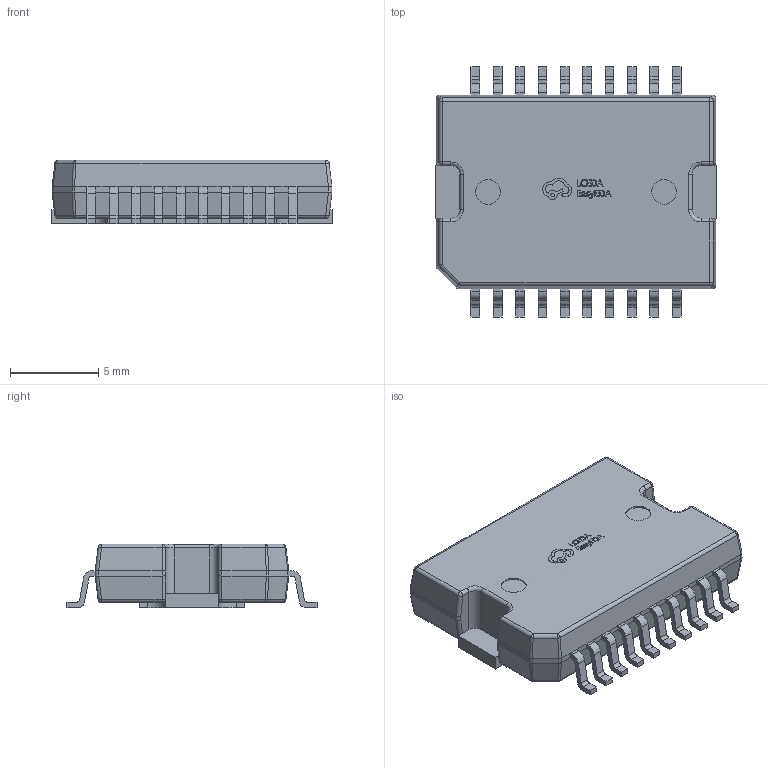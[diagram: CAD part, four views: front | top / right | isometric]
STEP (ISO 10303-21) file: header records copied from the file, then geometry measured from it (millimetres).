
FILE_DESCRIPTION(('CATIA V5 STEP Exchange'),'2;1');
FILE_NAME('3D_PCB3_2023-04-30.stp','2023-04-30T14:06:32+00:00',('none'),('none'),'CATIA Version 5 Release 20 GA (IN-10)','CATIA V5 STEP AP203','none');
FILE_SCHEMA(('CONFIG_CONTROL_DESIGN'));
Length unit declared in the file: millimetre
Products named in the file (3): PCBModel; U1; POWERSO-20_L15.9-W11.0-P1.27-LS14.2-BL-EP
Assembly tree (3 placements, depth 4):
  PCBModel
    U1
      POWERSO-20_L15.9-W11.0-P1.27-LS14.2-BL-EP
        #74
Bounding box: 15.92 x 14.2 x 3.6 mm (x, y, z)
Volume: 570.7 mm3; surface area: 618.5 mm2
Topology: 1 solids, 1 shells, 548 faces, 1503 edges, 981 vertices
Faces by surface type: plane 307, cylinder 143, bspline 72, sphere 18, torus 8
Entity records: 19944 total; most frequent: CARTESIAN_POINT 6883, ORIENTED_EDGE 2998, DIRECTION 2116, EDGE_CURVE 1499, VECTOR 998, LINE 998, VERTEX_POINT 981, AXIS2_PLACEMENT_3D 636
